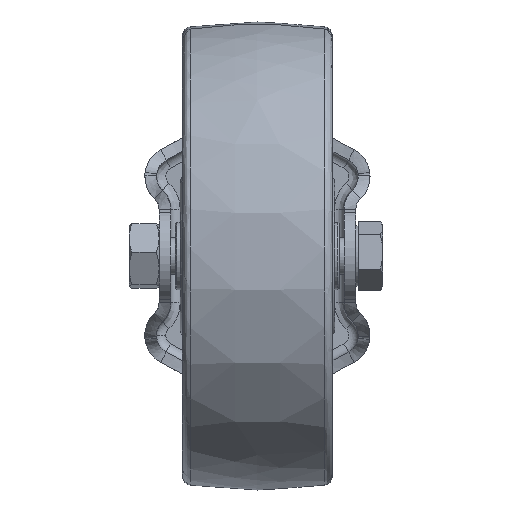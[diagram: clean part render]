
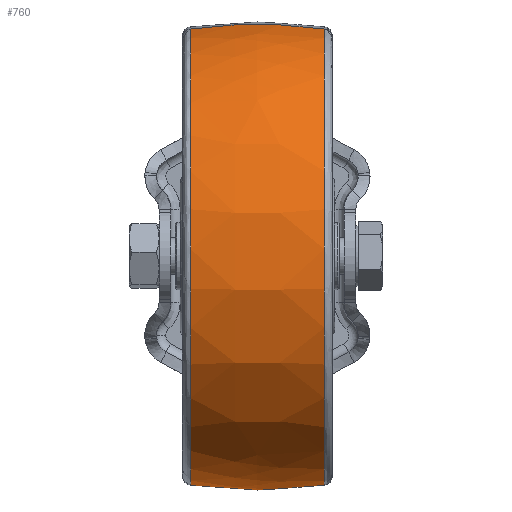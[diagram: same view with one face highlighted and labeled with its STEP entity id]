
A CAD part, front view. The second image highlights one B-rep face of the part: STEP entity #760.
In plain terms, the highlighted free-form (B-spline) face has degree [3, 3] with [4, 4] control points.
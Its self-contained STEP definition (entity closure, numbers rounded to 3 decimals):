
#760 = ADVANCED_FACE ( 'NONE', ( #37561 ), #19828, .T. ) ;
#1801 = DIRECTION ( 'NONE',  ( 0., -1., 0. ) ) ;
#2232 = CARTESIAN_POINT ( 'NONE',  ( 4.795, -100.688, 50.344 ) ) ;
#3798 = ORIENTED_EDGE ( 'NONE', *, *, #33446, .T. ) ;
#4505 = VERTEX_POINT ( 'NONE', #5975 ) ;
#5420 = CARTESIAN_POINT ( 'NONE',  ( 14.286, 0., -48.974 ) ) ;
#5975 = CARTESIAN_POINT ( 'NONE',  ( 14.286, 0., -48.974 ) ) ;
#8543 = CARTESIAN_POINT ( 'NONE',  ( -14.286, -97.949, -48.974 ) ) ;
#8685 = CARTESIAN_POINT ( 'NONE',  ( 14.286, -97.949, 48.974 ) ) ;
#10711 = CARTESIAN_POINT ( 'NONE',  ( 14.286, 0., 48.974 ) ) ;
#11788 = CARTESIAN_POINT ( 'NONE',  ( -14.286, 0., 48.974 ) ) ;
#13037 = DIRECTION ( 'NONE',  ( -1., 0., 0. ) ) ;
#14507 = VERTEX_POINT ( 'NONE', #38758 ) ;
#14999 = CARTESIAN_POINT ( 'NONE',  ( -4.795, -100.688, -50.344 ) ) ;
#15399 = DIRECTION ( 'NONE',  ( 1., 0., 0. ) ) ;
#16213 = CARTESIAN_POINT ( 'NONE',  ( -14.286, 0., 48.974 ) ) ;
#16591 = EDGE_CURVE ( 'NONE', #14507, #4505, #18747, .T. ) ;
#18244 = CARTESIAN_POINT ( 'NONE',  ( -4.795, 0., 50.344 ) ) ;
#18747 = CIRCLE ( 'NONE', #24790, 100. ) ;
#19182 = DIRECTION ( 'NONE',  ( 0., 1., 0. ) ) ;
#19828 =( BOUNDED_SURFACE ( )  B_SPLINE_SURFACE ( 3, 3, ( 
 ( #37448, #8543, #31069, #11788 ),
 ( #34307, #14999, #37584, #18244 ),
 ( #40873, #21527, #2232, #24743 ),
 ( #5420, #27994, #8685, #31206 ) ),
 .UNSPECIFIED., .F., .F., .F. ) 
 B_SPLINE_SURFACE_WITH_KNOTS ( ( 4, 4 ),
 ( 4, 4 ),
 ( 0., 1. ),
 ( 0., 1. ),
 .UNSPECIFIED. ) 
 GEOMETRIC_REPRESENTATION_ITEM ( )  RATIONAL_B_SPLINE_SURFACE ( (
 ( 1., 0.333, 0.333, 1.),
 ( 0.993, 0.331, 0.331, 0.993),
 ( 0.993, 0.331, 0.331, 0.993),
 ( 1., 0.333, 0.333, 1.) ) ) 
 REPRESENTATION_ITEM ( '' )  SURFACE ( )  );
#21085 = CARTESIAN_POINT ( 'NONE',  ( 0., 0., 50. ) ) ;
#21134 = EDGE_CURVE ( 'NONE', #41835, #14507, #39061, .T. ) ;
#21191 = AXIS2_PLACEMENT_3D ( 'NONE', #32329, #13037, #35584 ) ;
#21527 = CARTESIAN_POINT ( 'NONE',  ( 4.795, -100.688, -50.344 ) ) ;
#22170 = AXIS2_PLACEMENT_3D ( 'NONE', #38528, #19182, #41779 ) ;
#24321 = DIRECTION ( 'NONE',  ( 0., 0., -1. ) ) ;
#24743 = CARTESIAN_POINT ( 'NONE',  ( 4.795, 0., 50.344 ) ) ;
#24790 = AXIS2_PLACEMENT_3D ( 'NONE', #21085, #1801, #24321 ) ;
#27994 = CARTESIAN_POINT ( 'NONE',  ( 14.286, -97.949, -48.974 ) ) ;
#28521 = ORIENTED_EDGE ( 'NONE', *, *, #39697, .F. ) ;
#30731 = ORIENTED_EDGE ( 'NONE', *, *, #16591, .T. ) ;
#30745 = ORIENTED_EDGE ( 'NONE', *, *, #21134, .T. ) ;
#31069 = CARTESIAN_POINT ( 'NONE',  ( -14.286, -97.949, 48.974 ) ) ;
#31206 = CARTESIAN_POINT ( 'NONE',  ( 14.286, 0., 48.974 ) ) ;
#32329 = CARTESIAN_POINT ( 'NONE',  ( 14.286, 0., 0. ) ) ;
#32827 = CIRCLE ( 'NONE', #21191, 48.974 ) ;
#33162 = VERTEX_POINT ( 'NONE', #10711 ) ;
#33347 = CIRCLE ( 'NONE', #22170, 100. ) ;
#33446 = EDGE_CURVE ( 'NONE', #4505, #33162, #32827, .T. ) ;
#34307 = CARTESIAN_POINT ( 'NONE',  ( -4.795, 0., -50.344 ) ) ;
#34702 = CARTESIAN_POINT ( 'NONE',  ( -14.286, 0., 0. ) ) ;
#35584 = DIRECTION ( 'NONE',  ( 0., 0., 1. ) ) ;
#37096 = AXIS2_PLACEMENT_3D ( 'NONE', #34702, #15399, #37984 ) ;
#37448 = CARTESIAN_POINT ( 'NONE',  ( -14.286, 0., -48.974 ) ) ;
#37561 = FACE_OUTER_BOUND ( 'NONE', #37911, .T. ) ;
#37584 = CARTESIAN_POINT ( 'NONE',  ( -4.795, -100.688, 50.344 ) ) ;
#37911 = EDGE_LOOP ( 'NONE', ( #30745, #30731, #3798, #28521 ) ) ;
#37984 = DIRECTION ( 'NONE',  ( 0., 0., 1. ) ) ;
#38528 = CARTESIAN_POINT ( 'NONE',  ( 0., 0., -50. ) ) ;
#38758 = CARTESIAN_POINT ( 'NONE',  ( -14.286, 0., -48.974 ) ) ;
#39061 = CIRCLE ( 'NONE', #37096, 48.974 ) ;
#39697 = EDGE_CURVE ( 'NONE', #41835, #33162, #33347, .T. ) ;
#40873 = CARTESIAN_POINT ( 'NONE',  ( 4.795, 0., -50.344 ) ) ;
#41779 = DIRECTION ( 'NONE',  ( 0., 0., 1. ) ) ;
#41835 = VERTEX_POINT ( 'NONE', #16213 ) ;
